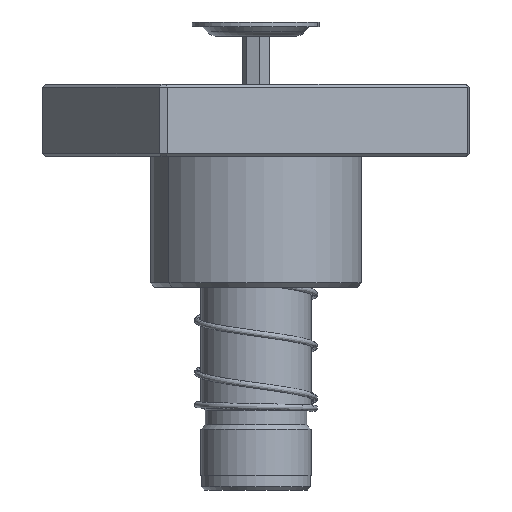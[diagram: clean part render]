
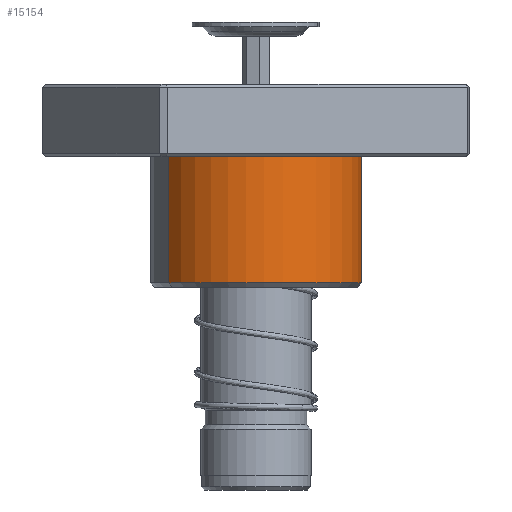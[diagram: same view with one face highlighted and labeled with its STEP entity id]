
A CAD part, front view. The second image highlights one B-rep face of the part: STEP entity #15154.
In plain terms, the highlighted cylindrical face has radius 36.5 mm (diameter 73 mm), a partial arc.
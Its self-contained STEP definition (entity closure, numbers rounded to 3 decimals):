
#458 = DIRECTION ( 'NONE',  ( 0., 0., -1. ) ) ;
#1220 = DIRECTION ( 'NONE',  ( 1., 0., 0. ) ) ;
#1573 = VERTEX_POINT ( 'NONE', #30304 ) ;
#3304 = EDGE_CURVE ( 'NONE', #36379, #5386, #32379, .T. ) ;
#3916 = CARTESIAN_POINT ( 'NONE',  ( 0., 0., 25. ) ) ;
#5246 = CARTESIAN_POINT ( 'NONE',  ( 36.5, 0., 25. ) ) ;
#5264 = DIRECTION ( 'NONE',  ( 0., 0., -1. ) ) ;
#5386 = VERTEX_POINT ( 'NONE', #5246 ) ;
#5792 = CYLINDRICAL_SURFACE ( 'NONE', #17893, 36.5 ) ;
#7832 = CARTESIAN_POINT ( 'NONE',  ( 0., 0., 25. ) ) ;
#10481 = DIRECTION ( 'NONE',  ( 0., 0., 1. ) ) ;
#10535 = DIRECTION ( 'NONE',  ( 0., 0., -1. ) ) ;
#12094 = DIRECTION ( 'NONE',  ( -1., 0., 0. ) ) ;
#12434 = DIRECTION ( 'NONE',  ( 0., 0., 1. ) ) ;
#12553 = EDGE_CURVE ( 'NONE', #1573, #18009, #31952, .T. ) ;
#13100 = ORIENTED_EDGE ( 'NONE', *, *, #12553, .T. ) ;
#13460 = CARTESIAN_POINT ( 'NONE',  ( 0., -36.5, 25. ) ) ;
#14622 = ORIENTED_EDGE ( 'NONE', *, *, #28959, .T. ) ;
#14773 = VECTOR ( 'NONE', #5264, 1000. ) ;
#15154 = ADVANCED_FACE ( 'NONE', ( #17890 ), #5792, .T. ) ;
#15781 = EDGE_LOOP ( 'NONE', ( #26728, #21833, #14622, #13100, #19861 ) ) ;
#17600 = CARTESIAN_POINT ( 'NONE',  ( 0., 0., 70. ) ) ;
#17851 = AXIS2_PLACEMENT_3D ( 'NONE', #17981, #23650, #1220 ) ;
#17890 = FACE_OUTER_BOUND ( 'NONE', #15781, .T. ) ;
#17893 = AXIS2_PLACEMENT_3D ( 'NONE', #17600, #458, #12094 ) ;
#17981 = CARTESIAN_POINT ( 'NONE',  ( 0., 0., 68.5 ) ) ;
#18009 = VERTEX_POINT ( 'NONE', #13460 ) ;
#19861 = ORIENTED_EDGE ( 'NONE', *, *, #28798, .T. ) ;
#20146 = EDGE_CURVE ( 'NONE', #36379, #26393, #32589, .T. ) ;
#21833 = ORIENTED_EDGE ( 'NONE', *, *, #20146, .T. ) ;
#23650 = DIRECTION ( 'NONE',  ( 0., 0., -1. ) ) ;
#24200 = CIRCLE ( 'NONE', #30504, 36.5 ) ;
#24737 = DIRECTION ( 'NONE',  ( 1., 0., 0. ) ) ;
#24806 = VECTOR ( 'NONE', #10535, 1000. ) ;
#26393 = VERTEX_POINT ( 'NONE', #32171 ) ;
#26407 = LINE ( 'NONE', #35902, #14773 ) ;
#26728 = ORIENTED_EDGE ( 'NONE', *, *, #3304, .F. ) ;
#28147 = AXIS2_PLACEMENT_3D ( 'NONE', #7832, #10481, #24737 ) ;
#28798 = EDGE_CURVE ( 'NONE', #18009, #5386, #24200, .T. ) ;
#28959 = EDGE_CURVE ( 'NONE', #26393, #1573, #26407, .T. ) ;
#30304 = CARTESIAN_POINT ( 'NONE',  ( -36.5, 0., 25. ) ) ;
#30504 = AXIS2_PLACEMENT_3D ( 'NONE', #3916, #12434, #35062 ) ;
#31952 = CIRCLE ( 'NONE', #28147, 36.5 ) ;
#32171 = CARTESIAN_POINT ( 'NONE',  ( -36.5, 0., 68.5 ) ) ;
#32379 = LINE ( 'NONE', #36395, #24806 ) ;
#32589 = CIRCLE ( 'NONE', #17851, 36.5 ) ;
#33287 = CARTESIAN_POINT ( 'NONE',  ( 36.5, 0., 68.5 ) ) ;
#35062 = DIRECTION ( 'NONE',  ( 1., 0., 0. ) ) ;
#35902 = CARTESIAN_POINT ( 'NONE',  ( -36.5, 0., 70. ) ) ;
#36379 = VERTEX_POINT ( 'NONE', #33287 ) ;
#36395 = CARTESIAN_POINT ( 'NONE',  ( 36.5, 0., 70. ) ) ;
